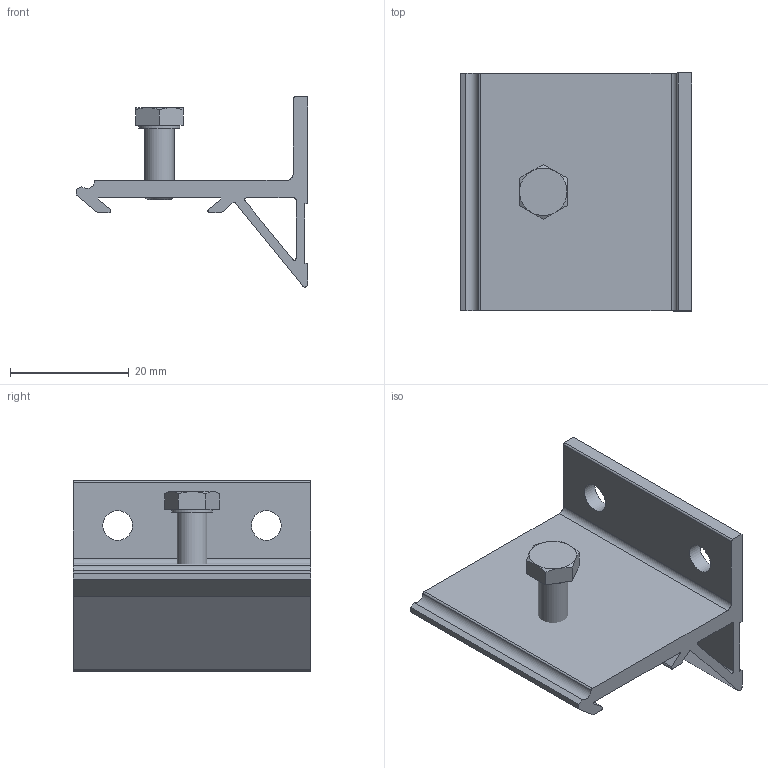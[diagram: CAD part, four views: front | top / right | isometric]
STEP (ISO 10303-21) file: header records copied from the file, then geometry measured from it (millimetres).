
FILE_DESCRIPTION(/* description */ (''),/* implementation_level */ '2;1');
FILE_NAME(/* name */ '11013.stp',/* time_stamp */ '2019-08-05T09:56:02+02:00',/* author */ ('DOMINIQUE'),/* organization */ (''),/* preprocessor_version */ 'ST-DEVELOPER v17.2',/* originating_system */ 'Autodesk Inventor 2019',/* authorisation */ '');
FILE_SCHEMA (('AUTOMOTIVE_DESIGN { 1 0 10303 214 3 1 1 }'));
Length unit declared in the file: millimetre
Products named in the file (3): 11013; 20810; vis H M5x12 6.8 ISO 24014
Assembly tree (2 placements, depth 2):
  11013
    20810
    vis H M5x12 6.8 ISO 24014
Bounding box: 39 x 40 x 32 mm (x, y, z)
Volume: 8658.5 mm3; surface area: 7939.6 mm2
Topology: 2 solids, 2 shells, 58 faces, 153 edges, 101 vertices
Faces by surface type: plane 35, cylinder 16, cone 7
Full cylindrical faces by diameter (mm): 4.134 x1, 5 x3, 6.88 x1
Entity records: 1914 total; most frequent: CARTESIAN_POINT 341, DIRECTION 310, ORIENTED_EDGE 306, EDGE_CURVE 153, AXIS2_PLACEMENT_3D 106, VERTEX_POINT 101, LINE 98, VECTOR 98
